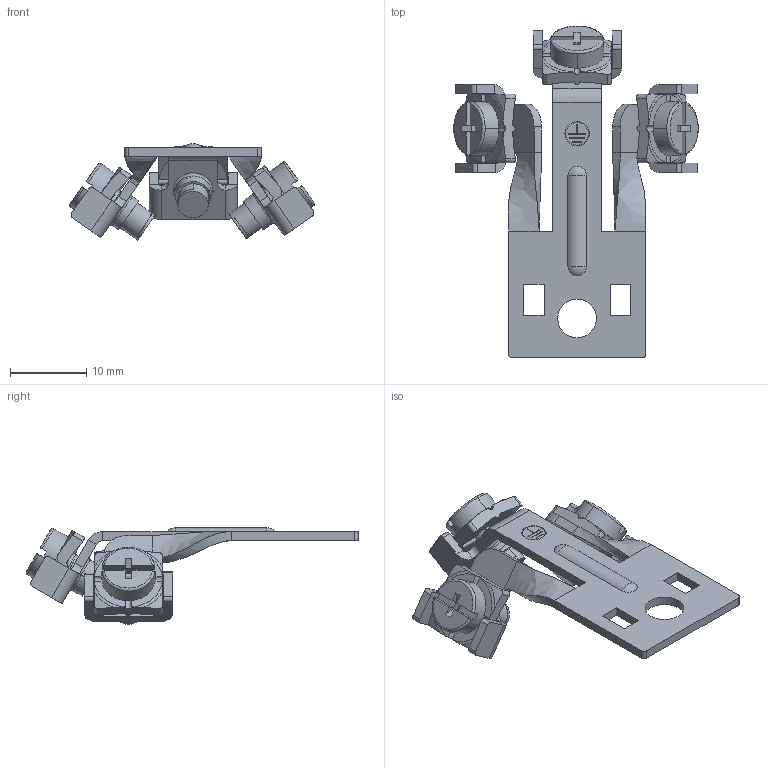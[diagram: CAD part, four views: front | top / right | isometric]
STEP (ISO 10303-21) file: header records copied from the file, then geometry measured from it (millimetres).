
FILE_DESCRIPTION((''),'2;1');
FILE_NAME('2222','2020-04-23T',('lj.zou'),(''),'PRO/ENGINEER BY PARAMETRIC TECHNOLOGY CORPORATION, 2012480','PRO/ENGINEER BY PARAMETRIC TECHNOLOGY CORPORATION, 2012480','');
FILE_SCHEMA(('CONFIG_CONTROL_DESIGN'));
Length unit declared in the file: millimetre
Products named in the file (1): 2222
Bounding box: 32.18 x 43.68 x 12.68 mm (x, y, z)
Volume: 1835.9 mm3; surface area: 3292.8 mm2
Topology: 1 solids, 4 shells, 416 faces, 1196 edges, 785 vertices
Faces by surface type: plane 199, cylinder 137, torus 30, cone 24, bspline 22, sphere 4
Entity records: 18577 total; most frequent: CARTESIAN_POINT 6288, ORIENTED_EDGE 2376, DIRECTION 2032, EDGE_CURVE 1194, VERTEX_POINT 785, AXIS2_PLACEMENT_3D 745, VECTOR 542, LINE 542
